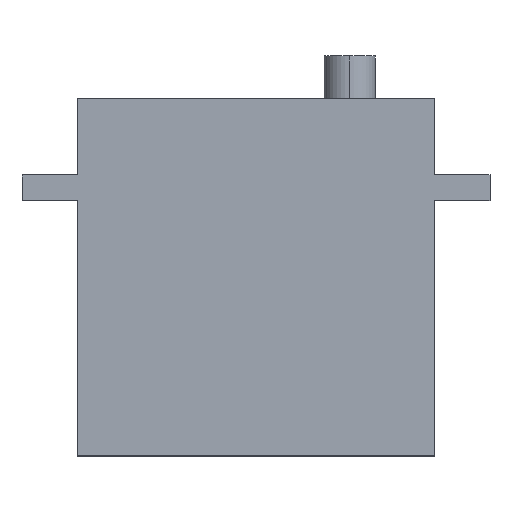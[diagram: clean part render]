
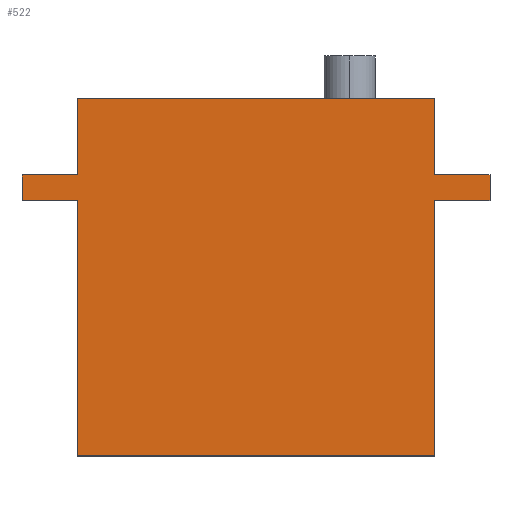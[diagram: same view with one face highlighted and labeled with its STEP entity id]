
A CAD part, top view. The second image highlights one B-rep face of the part: STEP entity #522.
In plain terms, the highlighted planar face has unit normal (0, 0, 1).
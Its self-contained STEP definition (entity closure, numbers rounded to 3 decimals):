
#1 = CARTESIAN_POINT ( 'NONE',  ( 42., 42., 0. ) ) ;
#21 = CARTESIAN_POINT ( 'NONE',  ( -6.5, 33., 0. ) ) ;
#24 = LINE ( 'NONE', #480, #497 ) ;
#27 = ORIENTED_EDGE ( 'NONE', *, *, #584, .T. ) ;
#41 = VECTOR ( 'NONE', #256, 1000. ) ;
#46 = DIRECTION ( 'NONE',  ( 1., 0., 0. ) ) ;
#48 = EDGE_CURVE ( 'NONE', #543, #785, #429, .T. ) ;
#55 = EDGE_CURVE ( 'NONE', #543, #726, #670, .T. ) ;
#66 = VERTEX_POINT ( 'NONE', #102 ) ;
#70 = CARTESIAN_POINT ( 'NONE',  ( 42., 42., 0. ) ) ;
#102 = CARTESIAN_POINT ( 'NONE',  ( 48.5, 30., 0. ) ) ;
#121 = CARTESIAN_POINT ( 'NONE',  ( -6.5, 33., 0. ) ) ;
#124 = DIRECTION ( 'NONE',  ( 1., 0., 0. ) ) ;
#163 = DIRECTION ( 'NONE',  ( -1., 0., 0. ) ) ;
#165 = ORIENTED_EDGE ( 'NONE', *, *, #353, .F. ) ;
#172 = CARTESIAN_POINT ( 'NONE',  ( 0., 42., 0. ) ) ;
#188 = EDGE_CURVE ( 'NONE', #673, #349, #24, .T. ) ;
#208 = LINE ( 'NONE', #679, #231 ) ;
#215 = EDGE_CURVE ( 'NONE', #66, #226, #208, .T. ) ;
#217 = CARTESIAN_POINT ( 'NONE',  ( 42., 0., 0. ) ) ;
#222 = AXIS2_PLACEMENT_3D ( 'NONE', #583, #374, #449 ) ;
#226 = VERTEX_POINT ( 'NONE', #547 ) ;
#231 = VECTOR ( 'NONE', #403, 1000. ) ;
#248 = PLANE ( 'NONE',  #222 ) ;
#256 = DIRECTION ( 'NONE',  ( 0., -1., 0. ) ) ;
#274 = CARTESIAN_POINT ( 'NONE',  ( 42., 30., 0. ) ) ;
#285 = DIRECTION ( 'NONE',  ( 0., -1., 0. ) ) ;
#287 = VECTOR ( 'NONE', #500, 1000. ) ;
#289 = ORIENTED_EDGE ( 'NONE', *, *, #55, .T. ) ;
#290 = ORIENTED_EDGE ( 'NONE', *, *, #417, .T. ) ;
#298 = VECTOR ( 'NONE', #46, 1000. ) ;
#307 = LINE ( 'NONE', #604, #599 ) ;
#322 = CARTESIAN_POINT ( 'NONE',  ( 0., 0., 0. ) ) ;
#343 = VECTOR ( 'NONE', #124, 1000. ) ;
#349 = VERTEX_POINT ( 'NONE', #217 ) ;
#353 = EDGE_CURVE ( 'NONE', #762, #349, #593, .T. ) ;
#354 = CARTESIAN_POINT ( 'NONE',  ( 42., 42., 0. ) ) ;
#364 = VERTEX_POINT ( 'NONE', #763 ) ;
#373 = EDGE_CURVE ( 'NONE', #785, #364, #619, .T. ) ;
#374 = DIRECTION ( 'NONE',  ( 0., 0., -1. ) ) ;
#403 = DIRECTION ( 'NONE',  ( 0., 1., 0. ) ) ;
#417 = EDGE_CURVE ( 'NONE', #697, #673, #600, .T. ) ;
#421 = ORIENTED_EDGE ( 'NONE', *, *, #48, .F. ) ;
#429 = LINE ( 'NONE', #460, #298 ) ;
#449 = DIRECTION ( 'NONE',  ( -1., 0., 0. ) ) ;
#453 = ORIENTED_EDGE ( 'NONE', *, *, #491, .T. ) ;
#454 = CARTESIAN_POINT ( 'NONE',  ( 0., 33., 0. ) ) ;
#460 = CARTESIAN_POINT ( 'NONE',  ( 0., 42., 0. ) ) ;
#468 = VERTEX_POINT ( 'NONE', #496 ) ;
#480 = CARTESIAN_POINT ( 'NONE',  ( 0., 0., 0. ) ) ;
#491 = EDGE_CURVE ( 'NONE', #226, #364, #538, .T. ) ;
#496 = CARTESIAN_POINT ( 'NONE',  ( -6.5, 30., 0. ) ) ;
#497 = VECTOR ( 'NONE', #668, 1000. ) ;
#500 = DIRECTION ( 'NONE',  ( 0., -1., 0. ) ) ;
#522 = ADVANCED_FACE ( 'NONE', ( #693 ), #248, .F. ) ;
#523 = ORIENTED_EDGE ( 'NONE', *, *, #215, .T. ) ;
#529 = LINE ( 'NONE', #541, #343 ) ;
#538 = LINE ( 'NONE', #21, #637 ) ;
#541 = CARTESIAN_POINT ( 'NONE',  ( -6.5, 30., 0. ) ) ;
#543 = VERTEX_POINT ( 'NONE', #172 ) ;
#547 = CARTESIAN_POINT ( 'NONE',  ( 48.5, 33., 0. ) ) ;
#552 = ORIENTED_EDGE ( 'NONE', *, *, #800, .T. ) ;
#560 = EDGE_CURVE ( 'NONE', #762, #66, #669, .T. ) ;
#583 = CARTESIAN_POINT ( 'NONE',  ( 0., 42., 0. ) ) ;
#584 = EDGE_CURVE ( 'NONE', #726, #737, #798, .T. ) ;
#593 = LINE ( 'NONE', #354, #870 ) ;
#599 = VECTOR ( 'NONE', #724, 1000. ) ;
#600 = LINE ( 'NONE', #699, #287 ) ;
#604 = CARTESIAN_POINT ( 'NONE',  ( -6.5, 30., 0. ) ) ;
#616 = DIRECTION ( 'NONE',  ( 0., -1., 0. ) ) ;
#617 = VECTOR ( 'NONE', #643, 1000. ) ;
#619 = LINE ( 'NONE', #70, #771 ) ;
#620 = ORIENTED_EDGE ( 'NONE', *, *, #188, .T. ) ;
#637 = VECTOR ( 'NONE', #163, 1000. ) ;
#641 = DIRECTION ( 'NONE',  ( -1., 0., 0. ) ) ;
#643 = DIRECTION ( 'NONE',  ( 1., 0., 0. ) ) ;
#650 = ORIENTED_EDGE ( 'NONE', *, *, #560, .T. ) ;
#661 = ORIENTED_EDGE ( 'NONE', *, *, #373, .F. ) ;
#662 = EDGE_CURVE ( 'NONE', #737, #468, #307, .T. ) ;
#668 = DIRECTION ( 'NONE',  ( 1., 0., 0. ) ) ;
#669 = LINE ( 'NONE', #784, #617 ) ;
#670 = LINE ( 'NONE', #730, #41 ) ;
#673 = VERTEX_POINT ( 'NONE', #322 ) ;
#674 = ORIENTED_EDGE ( 'NONE', *, *, #662, .T. ) ;
#679 = CARTESIAN_POINT ( 'NONE',  ( 48.5, 30., 0. ) ) ;
#693 = FACE_OUTER_BOUND ( 'NONE', #761, .T. ) ;
#697 = VERTEX_POINT ( 'NONE', #796 ) ;
#699 = CARTESIAN_POINT ( 'NONE',  ( 0., 42., 0. ) ) ;
#720 = CARTESIAN_POINT ( 'NONE',  ( -6.5, 33., 0. ) ) ;
#724 = DIRECTION ( 'NONE',  ( 0., -1., 0. ) ) ;
#726 = VERTEX_POINT ( 'NONE', #454 ) ;
#730 = CARTESIAN_POINT ( 'NONE',  ( 0., 42., 0. ) ) ;
#737 = VERTEX_POINT ( 'NONE', #121 ) ;
#761 = EDGE_LOOP ( 'NONE', ( #165, #650, #523, #453, #661, #421, #289, #27, #674, #552, #290, #620 ) ) ;
#762 = VERTEX_POINT ( 'NONE', #274 ) ;
#763 = CARTESIAN_POINT ( 'NONE',  ( 42., 33., 0. ) ) ;
#771 = VECTOR ( 'NONE', #616, 1000. ) ;
#784 = CARTESIAN_POINT ( 'NONE',  ( -6.5, 30., 0. ) ) ;
#785 = VERTEX_POINT ( 'NONE', #1 ) ;
#796 = CARTESIAN_POINT ( 'NONE',  ( 0., 30., 0. ) ) ;
#798 = LINE ( 'NONE', #720, #847 ) ;
#800 = EDGE_CURVE ( 'NONE', #468, #697, #529, .T. ) ;
#847 = VECTOR ( 'NONE', #641, 1000. ) ;
#870 = VECTOR ( 'NONE', #285, 1000. ) ;
